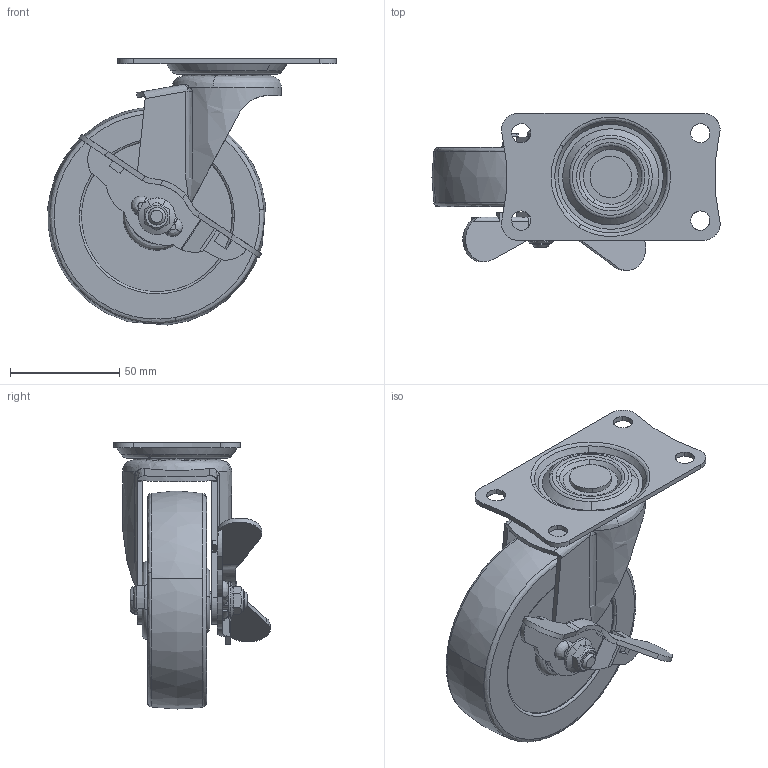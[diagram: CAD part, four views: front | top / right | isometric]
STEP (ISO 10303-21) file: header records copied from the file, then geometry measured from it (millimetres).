
FILE_DESCRIPTION((''),'2;1');
FILE_NAME('','2006-01-18T13:38:38',(''),(''),'','CADfix','');
FILE_SCHEMA(('AUTOMOTIVE_DESIGN'));
Length unit declared in the file: millimetre
Products named in the file (7): lever; wheel; mounting plate; main shaft; body; axle; No_415_E_R100_5_12238_36
Assembly tree (6 placements, depth 2):
  No_415_E_R100_5_12238_36
    lever
    wheel
    mounting plate
    main shaft
    body
    axle
Bounding box: 131.8 x 71.7 x 121.77 mm (x, y, z)
Volume: 252512.6 mm3; surface area: 68047.2 mm2
Topology: 6 solids, 6 shells, 341 faces, 1250 edges, 947 vertices
Faces by surface type: bspline 341
Entity records: 24022 total; most frequent: CARTESIAN_POINT 16506, ORIENTED_EDGE 2490, EDGE_CURVE 1245, VERTEX_POINT 947, B_SPLINE_CURVE_WITH_KNOTS 922, EDGE_LOOP 472, FACE_OUTER_BOUND 341, ADVANCED_FACE 341
